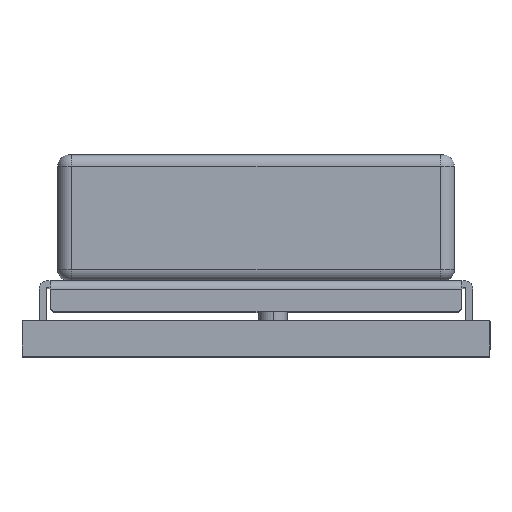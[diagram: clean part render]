
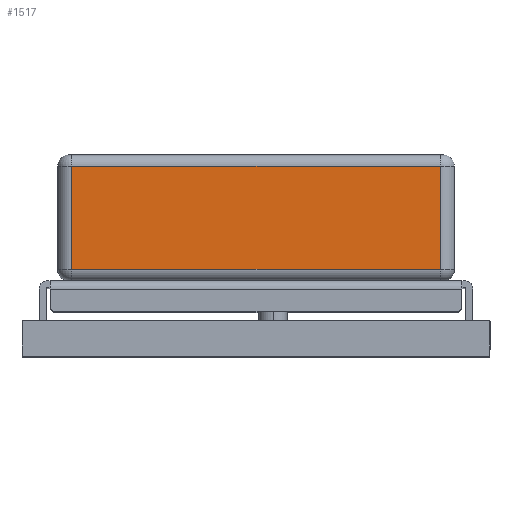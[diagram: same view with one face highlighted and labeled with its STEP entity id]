
A CAD part, top view. The second image highlights one B-rep face of the part: STEP entity #1517.
In plain terms, the highlighted planar face has unit normal (0, 0, 1).
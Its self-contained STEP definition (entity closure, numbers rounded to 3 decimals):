
#966 = FACE_OUTER_BOUND ( 'NONE', #11073, .T. ) ;
#1023 = DIRECTION ( 'NONE',  ( 0., -1., 0. ) ) ;
#1043 = VERTEX_POINT ( 'NONE', #8463 ) ;
#1517 = ADVANCED_FACE ( 'NONE', ( #966 ), #7325, .F. ) ;
#1620 = ORIENTED_EDGE ( 'NONE', *, *, #11208, .T. ) ;
#3395 = DIRECTION ( 'NONE',  ( -1., 0., 0. ) ) ;
#3782 = CARTESIAN_POINT ( 'NONE',  ( -6.5, 3.07, 7.5 ) ) ;
#3970 = VERTEX_POINT ( 'NONE', #3782 ) ;
#4217 = ORIENTED_EDGE ( 'NONE', *, *, #4332, .T. ) ;
#4222 = CARTESIAN_POINT ( 'NONE',  ( 6.5, 6.71, 7.5 ) ) ;
#4332 = EDGE_CURVE ( 'NONE', #3970, #13356, #14580, .T. ) ;
#4412 = DIRECTION ( 'NONE',  ( -1., 0., 0. ) ) ;
#4485 = CARTESIAN_POINT ( 'NONE',  ( -6.5, 6.71, 7.5 ) ) ;
#4755 = CARTESIAN_POINT ( 'NONE',  ( 6.5, 3.07, 7.5 ) ) ;
#5619 = LINE ( 'NONE', #16114, #12907 ) ;
#7325 = PLANE ( 'NONE',  #16752 ) ;
#7569 = ORIENTED_EDGE ( 'NONE', *, *, #9292, .F. ) ;
#8463 = CARTESIAN_POINT ( 'NONE',  ( -6.5, 6.71, 7.5 ) ) ;
#8643 = DIRECTION ( 'NONE',  ( 1., 0., 0. ) ) ;
#8746 = EDGE_CURVE ( 'NONE', #12007, #1043, #10506, .T. ) ;
#8944 = CARTESIAN_POINT ( 'NONE',  ( 6.5, 34.738, 7.5 ) ) ;
#9292 = EDGE_CURVE ( 'NONE', #12007, #13356, #11321, .T. ) ;
#9387 = ORIENTED_EDGE ( 'NONE', *, *, #8746, .T. ) ;
#9654 = DIRECTION ( 'NONE',  ( 0., -1., 0. ) ) ;
#10506 = LINE ( 'NONE', #4485, #12984 ) ;
#11073 = EDGE_LOOP ( 'NONE', ( #1620, #4217, #7569, #9387 ) ) ;
#11208 = EDGE_CURVE ( 'NONE', #1043, #3970, #5619, .T. ) ;
#11321 = LINE ( 'NONE', #8944, #17047 ) ;
#11904 = VECTOR ( 'NONE', #8643, 1000. ) ;
#12007 = VERTEX_POINT ( 'NONE', #4222 ) ;
#12907 = VECTOR ( 'NONE', #9654, 1000. ) ;
#12984 = VECTOR ( 'NONE', #4412, 1000. ) ;
#13356 = VERTEX_POINT ( 'NONE', #14746 ) ;
#14580 = LINE ( 'NONE', #4755, #11904 ) ;
#14746 = CARTESIAN_POINT ( 'NONE',  ( 6.5, 3.07, 7.5 ) ) ;
#15221 = DIRECTION ( 'NONE',  ( 0., 0., -1. ) ) ;
#15276 = CARTESIAN_POINT ( 'NONE',  ( -6.5, 34.738, 7.5 ) ) ;
#16114 = CARTESIAN_POINT ( 'NONE',  ( -6.5, 34.738, 7.5 ) ) ;
#16752 = AXIS2_PLACEMENT_3D ( 'NONE', #15276, #15221, #3395 ) ;
#17047 = VECTOR ( 'NONE', #1023, 1000. ) ;
